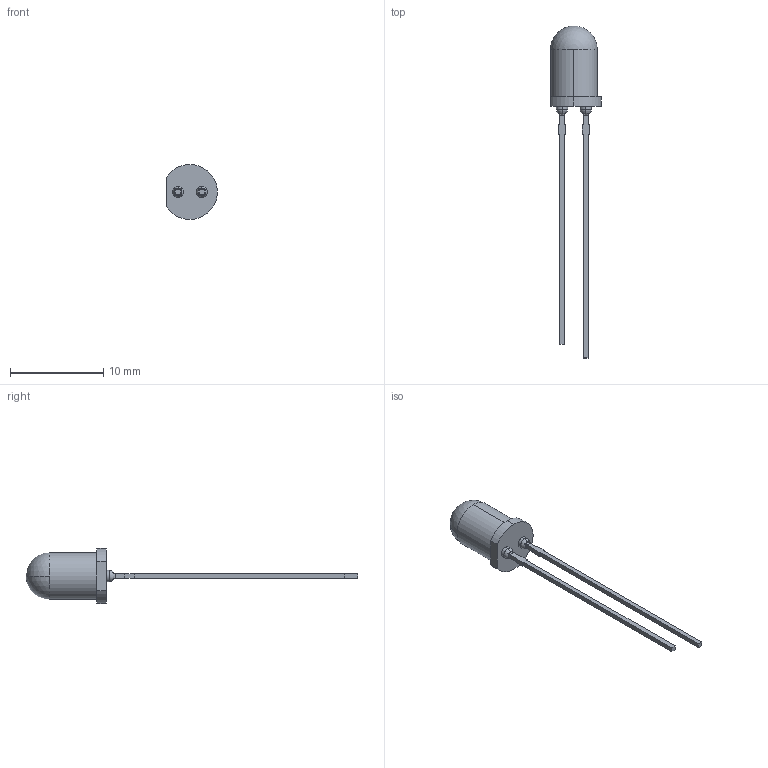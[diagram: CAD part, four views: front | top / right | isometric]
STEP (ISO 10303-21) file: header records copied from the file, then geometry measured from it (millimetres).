
FILE_DESCRIPTION (( 'STEP AP214' ), '1' );
FILE_NAME ('WP7113ID.STEP', '2023-03-13T09:47:14', ( '' ), ( '' ), 'SwSTEP 2.0', 'SolidWorks 2021', '' );
FILE_SCHEMA (( 'AUTOMOTIVE_DESIGN' ));
Length unit declared in the file: millimetre
Products named in the file (2): WP7113ID; WP7113ID_WP7113ID
Assembly tree (1 placements, depth 2):
  WP7113ID
    WP7113ID_WP7113ID
Bounding box: 5.45 x 35.6 x 5.9 mm (x, y, z)
Volume: 173.8 mm3; surface area: 290.8 mm2
Topology: 5 solids, 5 shells, 64 faces, 158 edges, 100 vertices
Faces by surface type: plane 41, cylinder 9, bspline 8, torus 4, sphere 2
Entity records: 2117 total; most frequent: CARTESIAN_POINT 568, ORIENTED_EDGE 312, DIRECTION 275, EDGE_CURVE 156, VECTOR 101, LINE 101, VERTEX_POINT 100, AXIS2_PLACEMENT_3D 87
